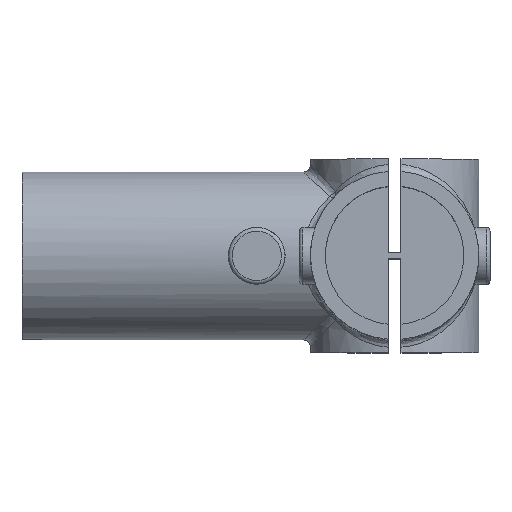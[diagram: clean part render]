
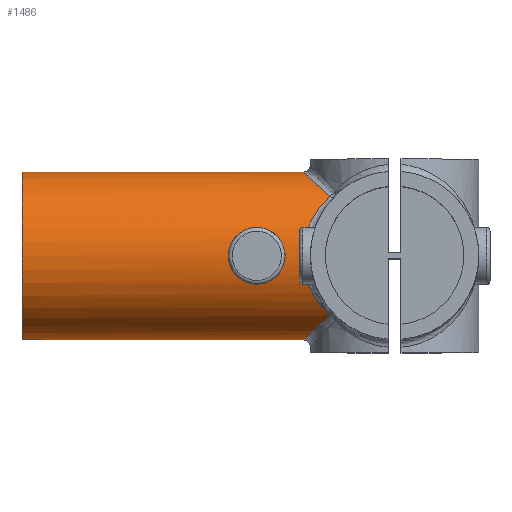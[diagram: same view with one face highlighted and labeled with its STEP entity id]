
A CAD part, top view. The second image highlights one B-rep face of the part: STEP entity #1486.
In plain terms, the highlighted cylindrical face has radius 14.351 mm (diameter 28.702 mm), a partial arc.
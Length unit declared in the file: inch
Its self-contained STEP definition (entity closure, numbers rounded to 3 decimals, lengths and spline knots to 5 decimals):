
#39=FACE_BOUND('',#231,.T.);
#49=ELLIPSE('',#1617,0.83513,0.565);
#50=ELLIPSE('',#1618,0.83513,0.565);
#51=ELLIPSE('',#1619,0.83513,0.565);
#77=CYLINDRICAL_SURFACE('',#1616,0.565);
#103=B_SPLINE_CURVE_WITH_KNOTS('',3,(#2486,#2487,#2488,#2489,#2490,#2491,
#2492,#2493,#2494,#2495,#2496,#2497,#2498,#2499,#2500,#2501,#2502,#2503),
 .UNSPECIFIED.,.F.,.F.,(4,2,2,2,2,2,2,2,4),(-2.93351,-2.75012,
-2.56673,-2.38343,-2.20013,-2.01683,
-1.83353,-1.65014,-1.46676),.UNSPECIFIED.);
#104=B_SPLINE_CURVE_WITH_KNOTS('',3,(#2504,#2505,#2506,#2507,#2508,#2509,
#2510,#2511,#2512,#2513,#2514,#2515,#2516,#2517,#2518,#2519,#2520,#2521),
 .UNSPECIFIED.,.F.,.F.,(4,2,2,2,2,2,2,2,4),(-1.46676,-1.28337,
-1.09998,-0.91668,-0.73338,-0.55008,
-0.36678,-0.18339,0.),.UNSPECIFIED.);
#142=FACE_OUTER_BOUND('',#230,.T.);
#230=EDGE_LOOP('',(#1097,#1098,#1099,#1100,#1101,#1102));
#231=EDGE_LOOP('',(#1103,#1104));
#343=LINE('',#2366,#452);
#350=LINE('',#2410,#459);
#452=VECTOR('',#1817,0.3937);
#459=VECTOR('',#1826,0.3937);
#524=CIRCLE('',#1584,0.565);
#639=VERTEX_POINT('',#2363);
#640=VERTEX_POINT('',#2365);
#647=VERTEX_POINT('',#2394);
#648=VERTEX_POINT('',#2409);
#657=VERTEX_POINT('',#2483);
#658=VERTEX_POINT('',#2485);
#662=VERTEX_POINT('',#2536);
#663=VERTEX_POINT('',#2538);
#792=EDGE_CURVE('',#640,#639,#343,.T.);
#801=EDGE_CURVE('',#647,#648,#350,.T.);
#807=EDGE_CURVE('',#648,#639,#524,.T.);
#824=EDGE_CURVE('',#658,#657,#103,.T.);
#825=EDGE_CURVE('',#657,#658,#104,.T.);
#832=EDGE_CURVE('',#662,#647,#49,.T.);
#833=EDGE_CURVE('',#663,#662,#50,.T.);
#834=EDGE_CURVE('',#640,#663,#51,.T.);
#1097=ORIENTED_EDGE('',*,*,#832,.F.);
#1098=ORIENTED_EDGE('',*,*,#833,.F.);
#1099=ORIENTED_EDGE('',*,*,#834,.F.);
#1100=ORIENTED_EDGE('',*,*,#792,.T.);
#1101=ORIENTED_EDGE('',*,*,#807,.F.);
#1102=ORIENTED_EDGE('',*,*,#801,.F.);
#1103=ORIENTED_EDGE('',*,*,#824,.T.);
#1104=ORIENTED_EDGE('',*,*,#825,.T.);
#1486=ADVANCED_FACE('',(#142,#39),#77,.T.);
#1584=AXIS2_PLACEMENT_3D('',#2420,#1838,#1839);
#1616=AXIS2_PLACEMENT_3D('',#2535,#1904,#1905);
#1617=AXIS2_PLACEMENT_3D('',#2537,#1906,#1907);
#1618=AXIS2_PLACEMENT_3D('',#2539,#1908,#1909);
#1619=AXIS2_PLACEMENT_3D('',#2540,#1910,#1911);
#1817=DIRECTION('',(-1.,0.,0.));
#1826=DIRECTION('',(-1.,0.,0.));
#1838=DIRECTION('center_axis',(-1.,0.,0.));
#1839=DIRECTION('ref_axis',(0.,1.,0.));
#1904=DIRECTION('center_axis',(-1.,0.,0.));
#1905=DIRECTION('ref_axis',(0.,1.,0.));
#1906=DIRECTION('center_axis',(0.677,-0.736,0.));
#1907=DIRECTION('ref_axis',(-0.736,-0.677,0.));
#1908=DIRECTION('center_axis',(0.677,0.,0.736));
#1909=DIRECTION('ref_axis',(-0.736,0.,0.677));
#1910=DIRECTION('center_axis',(0.677,0.736,0.));
#1911=DIRECTION('ref_axis',(-0.736,0.677,0.));
#2363=CARTESIAN_POINT('',(-2.5,1.2134,0.0425));
#2365=CARTESIAN_POINT('',(-0.61326,1.2134,0.0425));
#2366=CARTESIAN_POINT('',(0.,1.2134,0.0425));
#2394=CARTESIAN_POINT('',(-0.61326,0.0866,0.0425));
#2409=CARTESIAN_POINT('',(-2.5,0.0866,0.0425));
#2410=CARTESIAN_POINT('',(0.,0.0866,0.0425));
#2420=CARTESIAN_POINT('Origin',(-2.5,0.65,0.));
#2483=CARTESIAN_POINT('',(-0.925,0.46,0.53209));
#2485=CARTESIAN_POINT('',(-0.925,0.84,0.53209));
#2486=CARTESIAN_POINT('Ctrl Pts',(-0.925,0.84,0.53209));
#2487=CARTESIAN_POINT('Ctrl Pts',(-0.90093,0.84,0.53209));
#2488=CARTESIAN_POINT('Ctrl Pts',(-0.8754,0.83515,
0.5339));
#2489=CARTESIAN_POINT('Ctrl Pts',(-0.82866,0.81571,
0.54025));
#2490=CARTESIAN_POINT('Ctrl Pts',(-0.80742,0.80112,
0.54469));
#2491=CARTESIAN_POINT('Ctrl Pts',(-0.77389,0.76759,0.5529));
#2492=CARTESIAN_POINT('Ctrl Pts',(-0.7593,0.74635,0.55722));
#2493=CARTESIAN_POINT('Ctrl Pts',(-0.73985,0.69959,
0.56331));
#2494=CARTESIAN_POINT('Ctrl Pts',(-0.735,0.67406,0.565));
#2495=CARTESIAN_POINT('Ctrl Pts',(-0.735,0.62594,0.565));
#2496=CARTESIAN_POINT('Ctrl Pts',(-0.73985,0.60041,
0.56331));
#2497=CARTESIAN_POINT('Ctrl Pts',(-0.7593,0.55365,
0.55722));
#2498=CARTESIAN_POINT('Ctrl Pts',(-0.77389,0.53241,0.5529));
#2499=CARTESIAN_POINT('Ctrl Pts',(-0.80742,0.49888,
0.54469));
#2500=CARTESIAN_POINT('Ctrl Pts',(-0.82866,0.48429,
0.54025));
#2501=CARTESIAN_POINT('Ctrl Pts',(-0.8754,0.46485,
0.5339));
#2502=CARTESIAN_POINT('Ctrl Pts',(-0.90093,0.46,0.53209));
#2503=CARTESIAN_POINT('Ctrl Pts',(-0.925,0.46,0.53209));
#2504=CARTESIAN_POINT('Ctrl Pts',(-0.925,0.46,0.53209));
#2505=CARTESIAN_POINT('Ctrl Pts',(-0.94907,0.46,0.53209));
#2506=CARTESIAN_POINT('Ctrl Pts',(-0.9746,0.46485,
0.5339));
#2507=CARTESIAN_POINT('Ctrl Pts',(-1.02134,0.48429,0.54025));
#2508=CARTESIAN_POINT('Ctrl Pts',(-1.04258,0.49888,0.54469));
#2509=CARTESIAN_POINT('Ctrl Pts',(-1.07611,0.53241,0.5529));
#2510=CARTESIAN_POINT('Ctrl Pts',(-1.0907,0.55365,0.55722));
#2511=CARTESIAN_POINT('Ctrl Pts',(-1.11015,0.60041,0.56331));
#2512=CARTESIAN_POINT('Ctrl Pts',(-1.115,0.62594,0.565));
#2513=CARTESIAN_POINT('Ctrl Pts',(-1.115,0.67406,0.565));
#2514=CARTESIAN_POINT('Ctrl Pts',(-1.11015,0.69959,0.56331));
#2515=CARTESIAN_POINT('Ctrl Pts',(-1.0907,0.74635,0.55722));
#2516=CARTESIAN_POINT('Ctrl Pts',(-1.07611,0.76759,0.5529));
#2517=CARTESIAN_POINT('Ctrl Pts',(-1.04258,0.80112,0.54469));
#2518=CARTESIAN_POINT('Ctrl Pts',(-1.02134,0.81571,0.54025));
#2519=CARTESIAN_POINT('Ctrl Pts',(-0.9746,0.83515,
0.5339));
#2520=CARTESIAN_POINT('Ctrl Pts',(-0.94907,0.84,0.53209));
#2521=CARTESIAN_POINT('Ctrl Pts',(-0.925,0.84,0.53209));
#2535=CARTESIAN_POINT('Origin',(0.,0.65,0.));
#2536=CARTESIAN_POINT('',(-0.43487,0.25048,0.39952));
#2537=CARTESIAN_POINT('Origin',(0.,0.65,0.));
#2538=CARTESIAN_POINT('',(-0.43487,1.04952,0.39952));
#2539=CARTESIAN_POINT('Origin',(0.,0.65,0.));
#2540=CARTESIAN_POINT('Origin',(0.,0.65,0.));
